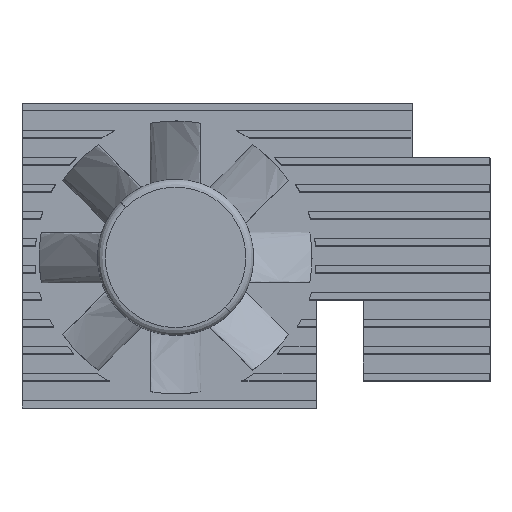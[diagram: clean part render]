
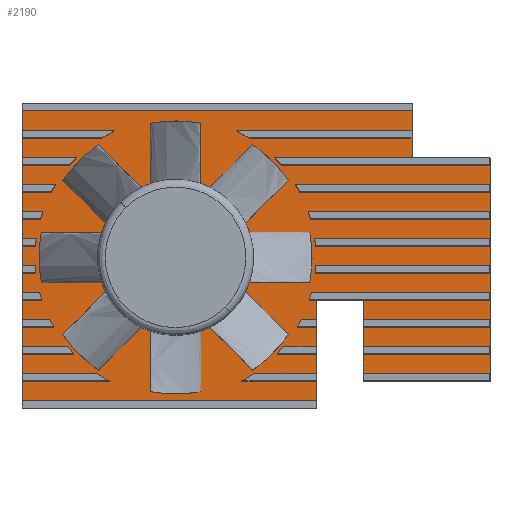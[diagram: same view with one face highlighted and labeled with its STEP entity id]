
A CAD part, top view. The second image highlights one B-rep face of the part: STEP entity #2190.
In plain terms, the highlighted free-form (B-spline) face has degree [1, 1] with [2, 2] control points.
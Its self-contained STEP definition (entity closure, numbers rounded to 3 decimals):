
#1896 = EDGE_CURVE('',#1897,#1899,#1901,.T.);
#1897 = VERTEX_POINT('',#1898);
#1898 = CARTESIAN_POINT('',(24.043,15.111,
    2.705));
#1899 = VERTEX_POINT('',#1900);
#1900 = CARTESIAN_POINT('',(24.043,23.442,
    2.705));
#1901 = B_SPLINE_CURVE_WITH_KNOTS('',1,(#1902,#1903),.UNSPECIFIED.,.F.,
  .F.,(2,2),(2.7,9.63),.PIECEWISE_BEZIER_KNOTS.);
#1902 = CARTESIAN_POINT('',(24.043,15.111,
    2.705));
#1903 = CARTESIAN_POINT('',(24.043,23.442,
    2.705));
#1932 = EDGE_CURVE('',#1933,#1897,#1935,.T.);
#1933 = VERTEX_POINT('',#1934);
#1934 = CARTESIAN_POINT('',(36.065,15.111,
    2.705));
#1935 = B_SPLINE_CURVE_WITH_KNOTS('',1,(#1936,#1937),.UNSPECIFIED.,.F.,
  .F.,(2,2),(-20.,-10.),.PIECEWISE_BEZIER_KNOTS.);
#1936 = CARTESIAN_POINT('',(36.065,15.111,
    2.705));
#1937 = CARTESIAN_POINT('',(24.043,15.111,
    2.705));
#1970 = VERTEX_POINT('',#1971);
#1971 = CARTESIAN_POINT('',(16.53,-6.852,
    2.705));
#1976 = EDGE_CURVE('',#1977,#1970,#1979,.T.);
#1977 = VERTEX_POINT('',#1978);
#1978 = CARTESIAN_POINT('',(9.317,-6.852,
    2.705));
#1979 = B_SPLINE_CURVE_WITH_KNOTS('',1,(#1980,#1981),.UNSPECIFIED.,.F.,
  .F.,(2,2),(0.875,6.875),.PIECEWISE_BEZIER_KNOTS.);
#1980 = CARTESIAN_POINT('',(9.317,-6.852,
    2.705));
#1981 = CARTESIAN_POINT('',(16.53,-6.852,
    2.705));
#2006 = VERTEX_POINT('',#2007);
#2007 = CARTESIAN_POINT('',(36.065,-19.278,
    2.705));
#2012 = EDGE_CURVE('',#2013,#2006,#2015,.T.);
#2013 = VERTEX_POINT('',#2014);
#2014 = CARTESIAN_POINT('',(16.53,-19.278,
    2.705));
#2015 = B_SPLINE_CURVE_WITH_KNOTS('',1,(#2016,#2017),.UNSPECIFIED.,.F.,
  .F.,(2,2),(-1.25,15.),.PIECEWISE_BEZIER_KNOTS.);
#2016 = CARTESIAN_POINT('',(16.53,-19.278,
    2.705));
#2017 = CARTESIAN_POINT('',(36.065,-19.278,
    2.705));
#2032 = EDGE_CURVE('',#2033,#1977,#2035,.T.);
#2033 = VERTEX_POINT('',#2034);
#2034 = CARTESIAN_POINT('',(9.317,-23.442,
    2.705));
#2035 = B_SPLINE_CURVE_WITH_KNOTS('',1,(#2036,#2037),.UNSPECIFIED.,.F.,
  .F.,(2,2),(-16.65,-2.85),.PIECEWISE_BEZIER_KNOTS.);
#2036 = CARTESIAN_POINT('',(9.317,-23.442,
    2.705));
#2037 = CARTESIAN_POINT('',(9.317,-6.852,
    2.705));
#2066 = EDGE_CURVE('',#1970,#2013,#2067,.T.);
#2067 = B_SPLINE_CURVE_WITH_KNOTS('',1,(#2068,#2069),.UNSPECIFIED.,.F.,
  .F.,(2,2),(-2.318,8.018),.PIECEWISE_BEZIER_KNOTS.);
#2068 = CARTESIAN_POINT('',(16.53,-6.852,
    2.705));
#2069 = CARTESIAN_POINT('',(16.53,-19.278,
    2.705));
#2089 = VERTEX_POINT('',#2090);
#2090 = CARTESIAN_POINT('',(-36.065,23.442,
    2.705));
#2095 = EDGE_CURVE('',#1899,#2089,#2096,.T.);
#2096 = B_SPLINE_CURVE_WITH_KNOTS('',1,(#2097,#2098),.UNSPECIFIED.,.F.,
  .F.,(2,2),(10.,60.),.PIECEWISE_BEZIER_KNOTS.);
#2097 = CARTESIAN_POINT('',(24.043,23.442,
    2.705));
#2098 = CARTESIAN_POINT('',(-36.065,23.442,
    2.705));
#2141 = EDGE_CURVE('',#2142,#2033,#2144,.T.);
#2142 = VERTEX_POINT('',#2143);
#2143 = CARTESIAN_POINT('',(-36.065,-23.442,
    2.705));
#2144 = B_SPLINE_CURVE_WITH_KNOTS('',1,(#2145,#2146),.UNSPECIFIED.,.F.,
  .F.,(2,2),(0.,37.75),.PIECEWISE_BEZIER_KNOTS.);
#2145 = CARTESIAN_POINT('',(-36.065,-23.442,
    2.705));
#2146 = CARTESIAN_POINT('',(9.317,-23.442,
    2.705));
#2164 = EDGE_CURVE('',#2089,#2142,#2165,.T.);
#2165 = B_SPLINE_CURVE_WITH_KNOTS('',1,(#2166,#2167),.UNSPECIFIED.,.F.,
  .F.,(2,2),(0.,39.),.PIECEWISE_BEZIER_KNOTS.);
#2166 = CARTESIAN_POINT('',(-36.065,23.442,
    2.705));
#2167 = CARTESIAN_POINT('',(-36.065,-23.442,
    2.705));
#2179 = EDGE_CURVE('',#2006,#1933,#2180,.T.);
#2180 = B_SPLINE_CURVE_WITH_KNOTS('',1,(#2181,#2182),.UNSPECIFIED.,.F.,
  .F.,(2,2),(3.464,32.07),.PIECEWISE_BEZIER_KNOTS.);
#2181 = CARTESIAN_POINT('',(36.065,-19.278,
    2.705));
#2182 = CARTESIAN_POINT('',(36.065,15.111,
    2.705));
#2190 = ADVANCED_FACE('',(#2191),#2203,.T.);
#2191 = FACE_BOUND('',#2192,.T.);
#2192 = EDGE_LOOP('',(#2193,#2194,#2195,#2196,#2197,#2198,#2199,#2200,
    #2201,#2202));
#2193 = ORIENTED_EDGE('',*,*,#1896,.T.);
#2194 = ORIENTED_EDGE('',*,*,#2095,.T.);
#2195 = ORIENTED_EDGE('',*,*,#2164,.T.);
#2196 = ORIENTED_EDGE('',*,*,#2141,.T.);
#2197 = ORIENTED_EDGE('',*,*,#2032,.T.);
#2198 = ORIENTED_EDGE('',*,*,#1976,.T.);
#2199 = ORIENTED_EDGE('',*,*,#2066,.T.);
#2200 = ORIENTED_EDGE('',*,*,#2012,.T.);
#2201 = ORIENTED_EDGE('',*,*,#2179,.T.);
#2202 = ORIENTED_EDGE('',*,*,#1932,.T.);
#2203 = B_SPLINE_SURFACE_WITH_KNOTS('',1,1,(
    (#2204,#2205)
    ,(#2206,#2207
    )),.UNSPECIFIED.,.F.,.F.,.F.,(2,2),(2,2),(-30.,30.),(-19.5
    ,19.5),.PIECEWISE_BEZIER_KNOTS.);
#2204 = CARTESIAN_POINT('',(-36.065,-23.442,
    2.705));
#2205 = CARTESIAN_POINT('',(-36.065,23.442,
    2.705));
#2206 = CARTESIAN_POINT('',(36.065,-23.442,
    2.705));
#2207 = CARTESIAN_POINT('',(36.065,23.442,
    2.705));
